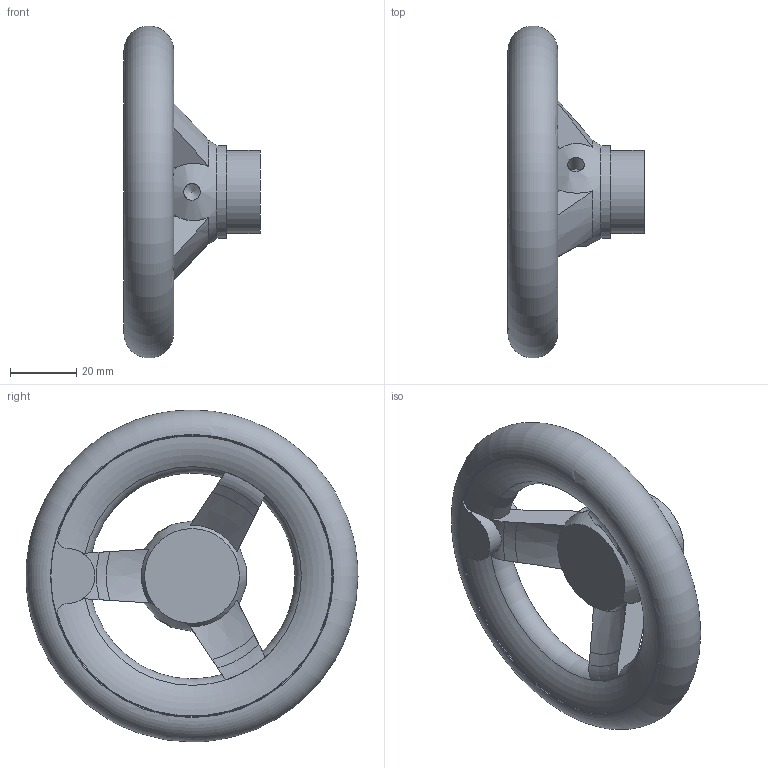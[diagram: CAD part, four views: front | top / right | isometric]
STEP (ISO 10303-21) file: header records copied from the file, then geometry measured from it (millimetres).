
FILE_DESCRIPTION(/* description */ (''),/* implementation_level */ '2;1');
FILE_NAME(/* name */ 'NRP_100',/* time_stamp */ '2012-11-23T16:10:42+08:00',/* author */ (''),/* organization */ (''),/* preprocessor_version */ 'ST-DEVELOPER v9',/* originating_system */ 'UGS - NX 4.0',/* authorisation */ '');
FILE_SCHEMA (('CONFIG_CONTROL_DESIGN'));
Length unit declared in the file: millimetre
Products named in the file (1): Admi9E3Dxldf
Bounding box: 41 x 99.98 x 99.98 mm (x, y, z)
Volume: 76692 mm3; surface area: 20199.3 mm2
Topology: 1 solids, 1 shells, 49 faces, 141 edges, 93 vertices
Faces by surface type: cone 13, cylinder 12, torus 11, plane 11, bspline 2
Full cylindrical faces by diameter (mm): 5 x3, 25 x1, 28 x1
Entity records: 1870 total; most frequent: CARTESIAN_POINT 736, ORIENTED_EDGE 224, DIRECTION 188, EDGE_CURVE 112, AXIS2_PLACEMENT_3D 91, VERTEX_POINT 82, EDGE_LOOP 65, B_SPLINE_CURVE_WITH_KNOTS 62
